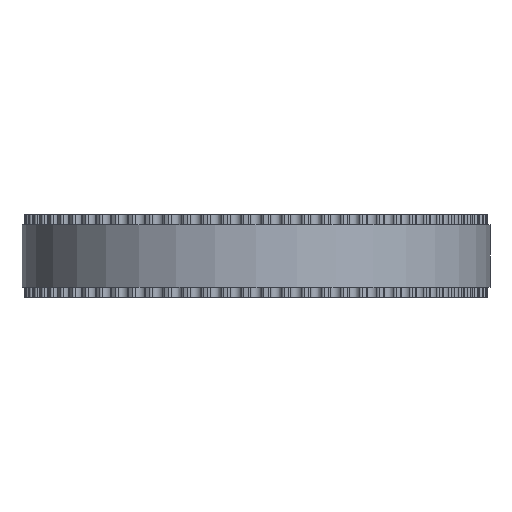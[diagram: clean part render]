
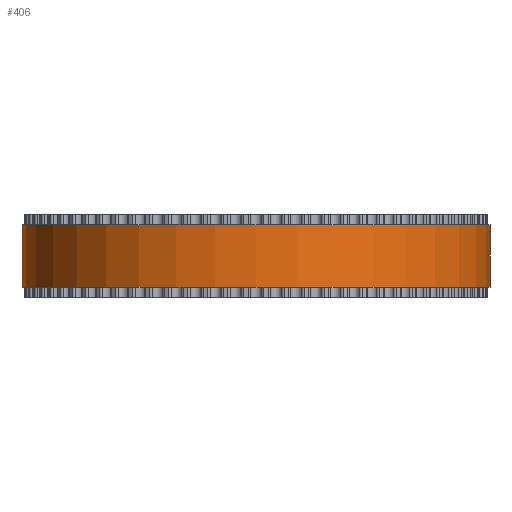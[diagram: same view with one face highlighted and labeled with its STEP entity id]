
A CAD part, front view. The second image highlights one B-rep face of the part: STEP entity #406.
In plain terms, the highlighted cylindrical face has radius 22.6 mm (diameter 45.2 mm), a full revolution.
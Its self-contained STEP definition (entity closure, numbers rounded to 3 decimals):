
#97=FACE_BOUND('',#1264,.T.);
#98=FACE_BOUND('',#1265,.T.);
#406=ADVANCED_FACE('',(#97,#98),#691,.T.);
#691=CYLINDRICAL_SURFACE('',#6391,22.6);
#1264=EDGE_LOOP('',(#3538));
#1265=EDGE_LOOP('',(#3539));
#3538=ORIENTED_EDGE('',*,*,#4962,.T.);
#3539=ORIENTED_EDGE('',*,*,#4963,.T.);
#4108=VERTEX_POINT('',#10100);
#4109=VERTEX_POINT('',#10102);
#4962=EDGE_CURVE('',#4108,#4108,#5532,.T.);
#4963=EDGE_CURVE('',#4109,#4109,#5533,.T.);
#5532=CIRCLE('',#6389,22.6);
#5533=CIRCLE('',#6390,22.6);
#6389=AXIS2_PLACEMENT_3D('',#10099,#8386,#8387);
#6390=AXIS2_PLACEMENT_3D('',#10101,#8388,#8389);
#6391=AXIS2_PLACEMENT_3D('',#10103,#8390,#8391);
#8386=DIRECTION('',(0.,0.,1.));
#8387=DIRECTION('',(1.,0.,0.));
#8388=DIRECTION('',(0.,0.,-1.));
#8389=DIRECTION('',(1.,0.,0.));
#8390=DIRECTION('',(0.,0.,1.));
#8391=DIRECTION('',(1.,0.,0.));
#10099=CARTESIAN_POINT('',(0.,0.,1.));
#10100=CARTESIAN_POINT('',(22.6,0.,1.));
#10101=CARTESIAN_POINT('',(0.,0.,7.));
#10102=CARTESIAN_POINT('',(22.6,0.,7.));
#10103=CARTESIAN_POINT('',(0.,0.,1.));
